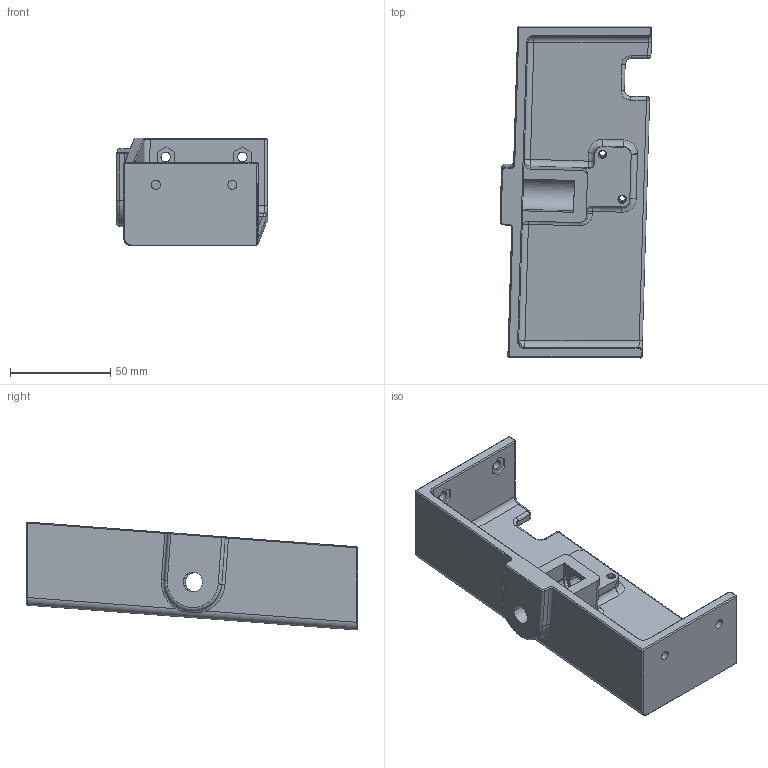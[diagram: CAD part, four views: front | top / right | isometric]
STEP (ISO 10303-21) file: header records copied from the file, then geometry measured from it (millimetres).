
FILE_DESCRIPTION (( 'STEP AP214' ), '1' );
FILE_NAME ('DISP_Button_Base.STEP', '2021-01-17T06:26:37', ( '' ), ( '' ), 'SwSTEP 2.0', 'SolidWorks 2019', '' );
FILE_SCHEMA (( 'AUTOMOTIVE_DESIGN' ));
Length unit declared in the file: inch
Products named in the file (1): DISP_Button_Base
Bounding box: 75.58 x 165.1 x 53.71 mm (x, y, z)
Volume: 128409.9 mm3; surface area: 48240.9 mm2
Topology: 1 solids, 1 shells, 205 faces, 497 edges, 296 vertices
Faces by surface type: plane 77, cylinder 71, bspline 42, cone 15
Entity records: 9839 total; most frequent: CARTESIAN_POINT 2594, ORIENTED_EDGE 986, DIRECTION 876, EDGE_CURVE 493, AXIS2_PLACEMENT_3D 302, VERTEX_POINT 296, LINE 272, VECTOR 272
